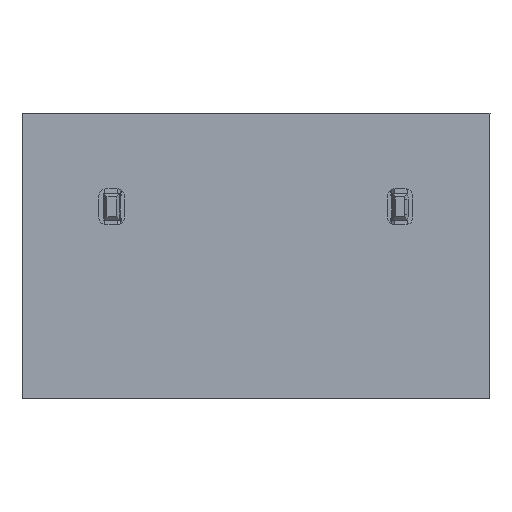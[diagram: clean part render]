
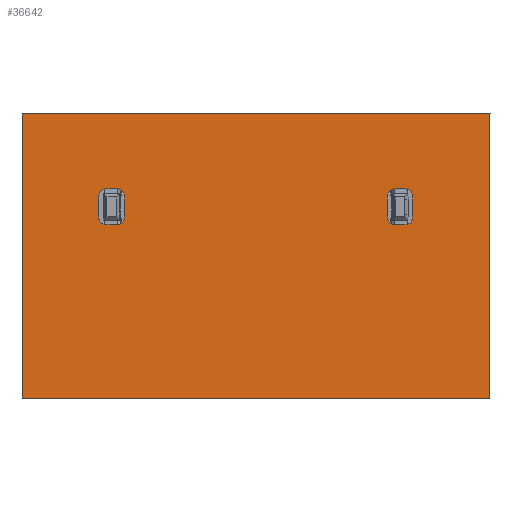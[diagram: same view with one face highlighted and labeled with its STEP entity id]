
A CAD part, front view. The second image highlights one B-rep face of the part: STEP entity #36642.
In plain terms, the highlighted planar face has unit normal (0, -1, 0).
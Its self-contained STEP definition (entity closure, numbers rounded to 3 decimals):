
#35087=DIRECTION('',(0.,0.,1.));
#35088=VECTOR('',#35087,0.61);
#35089=CARTESIAN_POINT('',(-4.02,0.,0.2));
#35090=LINE('',#35089,#35088);
#35091=DIRECTION('',(-1.,0.,0.));
#35092=VECTOR('',#35091,0.3);
#35093=CARTESIAN_POINT('',(-4.27,0.,1.06));
#35094=LINE('',#35093,#35092);
#35095=DIRECTION('',(0.,0.,-1.));
#35096=VECTOR('',#35095,0.61);
#35097=CARTESIAN_POINT('',(-4.82,0.,0.81));
#35098=LINE('',#35097,#35096);
#35099=DIRECTION('',(1.,0.,0.));
#35100=VECTOR('',#35099,0.3);
#35101=CARTESIAN_POINT('',(-4.57,0.,-0.05));
#35102=LINE('',#35101,#35100);
#35103=DIRECTION('',(1.,0.,0.));
#35104=VECTOR('',#35103,0.29);
#35105=CARTESIAN_POINT('',(4.27,0.,-0.05));
#35106=LINE('',#35105,#35104);
#35107=DIRECTION('',(0.,0.,1.));
#35108=VECTOR('',#35107,0.61);
#35109=CARTESIAN_POINT('',(4.81,0.,0.2));
#35110=LINE('',#35109,#35108);
#35111=DIRECTION('',(-1.,0.,0.));
#35112=VECTOR('',#35111,0.29);
#35113=CARTESIAN_POINT('',(4.56,0.,1.06));
#35114=LINE('',#35113,#35112);
#35115=DIRECTION('',(0.,0.,-1.));
#35116=VECTOR('',#35115,0.61);
#35117=CARTESIAN_POINT('',(4.02,0.,0.81));
#35118=LINE('',#35117,#35116);
#35119=DIRECTION('',(0.,0.,-1.));
#35120=VECTOR('',#35119,8.76);
#35121=CARTESIAN_POINT('',(-7.17,0.,3.38));
#35122=LINE('',#35121,#35120);
#35127=DIRECTION('',(1.,0.,0.));
#35128=VECTOR('',#35127,14.34);
#35129=CARTESIAN_POINT('',(-7.17,0.,-5.38));
#35130=LINE('',#35129,#35128);
#35135=DIRECTION('',(0.,0.,1.));
#35136=VECTOR('',#35135,8.76);
#35137=CARTESIAN_POINT('',(7.17,0.,-5.38));
#35138=LINE('',#35137,#35136);
#35143=DIRECTION('',(-1.,0.,0.));
#35144=VECTOR('',#35143,14.34);
#35145=CARTESIAN_POINT('',(7.17,0.,3.38));
#35146=LINE('',#35145,#35144);
#36063=CARTESIAN_POINT('',(4.56,0.,0.2));
#36064=DIRECTION('',(0.,1.,0.));
#36065=DIRECTION('',(1.,0.,0.));
#36066=AXIS2_PLACEMENT_3D('',#36063,#36064,#36065);
#36076=CARTESIAN_POINT('',(4.27,0.,0.2));
#36077=DIRECTION('',(0.,1.,0.));
#36078=DIRECTION('',(0.,0.,-1.));
#36079=AXIS2_PLACEMENT_3D('',#36076,#36077,#36078);
#36089=CARTESIAN_POINT('',(4.27,0.,0.81));
#36090=DIRECTION('',(0.,1.,0.));
#36091=DIRECTION('',(-1.,0.,0.));
#36092=AXIS2_PLACEMENT_3D('',#36089,#36090,#36091);
#36102=CARTESIAN_POINT('',(4.56,0.,0.81));
#36103=DIRECTION('',(0.,1.,0.));
#36104=DIRECTION('',(0.,0.,1.));
#36105=AXIS2_PLACEMENT_3D('',#36102,#36103,#36104);
#36115=CARTESIAN_POINT('',(-4.57,0.,0.81));
#36116=DIRECTION('',(0.,1.,0.));
#36117=DIRECTION('',(-1.,0.,0.));
#36118=AXIS2_PLACEMENT_3D('',#36115,#36116,#36117);
#36128=CARTESIAN_POINT('',(-4.27,0.,0.81));
#36129=DIRECTION('',(0.,1.,0.));
#36130=DIRECTION('',(0.,0.,1.));
#36131=AXIS2_PLACEMENT_3D('',#36128,#36129,#36130);
#36141=CARTESIAN_POINT('',(-4.27,0.,0.2));
#36142=DIRECTION('',(0.,1.,0.));
#36143=DIRECTION('',(1.,0.,0.));
#36144=AXIS2_PLACEMENT_3D('',#36141,#36142,#36143);
#36154=CARTESIAN_POINT('',(-4.57,0.,0.2));
#36155=DIRECTION('',(0.,1.,0.));
#36156=DIRECTION('',(0.,0.,-1.));
#36157=AXIS2_PLACEMENT_3D('',#36154,#36155,#36156);
#36223=CARTESIAN_POINT('',(7.17,0.,3.38));
#36224=CARTESIAN_POINT('',(-7.17,0.,3.38));
#36225=VERTEX_POINT('',#36223);
#36226=VERTEX_POINT('',#36224);
#36423=CARTESIAN_POINT('',(-7.17,0.,-5.38));
#36424=VERTEX_POINT('',#36423);
#36425=CARTESIAN_POINT('',(7.17,0.,-5.38));
#36426=VERTEX_POINT('',#36425);
#36431=CARTESIAN_POINT('',(-4.57,0.,-0.05));
#36432=CARTESIAN_POINT('',(-4.27,0.,-0.05));
#36433=VERTEX_POINT('',#36431);
#36434=VERTEX_POINT('',#36432);
#36435=CARTESIAN_POINT('',(-4.02,0.,0.2));
#36436=CARTESIAN_POINT('',(-4.02,0.,0.81));
#36437=VERTEX_POINT('',#36435);
#36438=VERTEX_POINT('',#36436);
#36439=CARTESIAN_POINT('',(-4.27,0.,1.06));
#36440=CARTESIAN_POINT('',(-4.57,0.,1.06));
#36441=VERTEX_POINT('',#36439);
#36442=VERTEX_POINT('',#36440);
#36443=CARTESIAN_POINT('',(-4.82,0.,0.81));
#36444=CARTESIAN_POINT('',(-4.82,0.,0.2));
#36445=VERTEX_POINT('',#36443);
#36446=VERTEX_POINT('',#36444);
#36447=CARTESIAN_POINT('',(4.02,0.,0.81));
#36448=CARTESIAN_POINT('',(4.02,0.,0.2));
#36449=VERTEX_POINT('',#36447);
#36450=VERTEX_POINT('',#36448);
#36451=CARTESIAN_POINT('',(4.27,0.,-0.05));
#36452=CARTESIAN_POINT('',(4.56,0.,-0.05));
#36453=VERTEX_POINT('',#36451);
#36454=VERTEX_POINT('',#36452);
#36455=CARTESIAN_POINT('',(4.81,0.,0.2));
#36456=CARTESIAN_POINT('',(4.81,0.,0.81));
#36457=VERTEX_POINT('',#36455);
#36458=VERTEX_POINT('',#36456);
#36459=CARTESIAN_POINT('',(4.56,0.,1.06));
#36460=CARTESIAN_POINT('',(4.27,0.,1.06));
#36461=VERTEX_POINT('',#36459);
#36462=VERTEX_POINT('',#36460);
#36591=CARTESIAN_POINT('',(0.,0.,0.));
#36592=DIRECTION('',(0.,1.,0.));
#36593=DIRECTION('',(1.,0.,0.));
#36594=AXIS2_PLACEMENT_3D('',#36591,#36592,#36593);
#36595=PLANE('',#36594);
#36597=ORIENTED_EDGE('',*,*,#36596,.F.);
#36599=ORIENTED_EDGE('',*,*,#36598,.F.);
#36601=ORIENTED_EDGE('',*,*,#36600,.F.);
#36603=ORIENTED_EDGE('',*,*,#36602,.F.);
#36604=EDGE_LOOP('',(#36597,#36599,#36601,#36603));
#36605=FACE_OUTER_BOUND('',#36604,.F.);
#36607=ORIENTED_EDGE('',*,*,#36606,.T.);
#36609=ORIENTED_EDGE('',*,*,#36608,.F.);
#36611=ORIENTED_EDGE('',*,*,#36610,.T.);
#36613=ORIENTED_EDGE('',*,*,#36612,.F.);
#36615=ORIENTED_EDGE('',*,*,#36614,.T.);
#36617=ORIENTED_EDGE('',*,*,#36616,.F.);
#36619=ORIENTED_EDGE('',*,*,#36618,.T.);
#36621=ORIENTED_EDGE('',*,*,#36620,.F.);
#36622=EDGE_LOOP('',(#36607,#36609,#36611,#36613,#36615,#36617,#36619,#36621));
#36623=FACE_BOUND('',#36622,.F.);
#36625=ORIENTED_EDGE('',*,*,#36624,.T.);
#36627=ORIENTED_EDGE('',*,*,#36626,.F.);
#36629=ORIENTED_EDGE('',*,*,#36628,.T.);
#36631=ORIENTED_EDGE('',*,*,#36630,.F.);
#36633=ORIENTED_EDGE('',*,*,#36632,.T.);
#36635=ORIENTED_EDGE('',*,*,#36634,.F.);
#36637=ORIENTED_EDGE('',*,*,#36636,.T.);
#36639=ORIENTED_EDGE('',*,*,#36638,.F.);
#36640=EDGE_LOOP('',(#36625,#36627,#36629,#36631,#36633,#36635,#36637,#36639));
#36641=FACE_BOUND('',#36640,.F.);
#36642=ADVANCED_FACE('',(#36605,#36623,#36641),#36595,.F.);
#36067=CIRCLE('',#36066,0.25);
#36080=CIRCLE('',#36079,0.25);
#36093=CIRCLE('',#36092,0.25);
#36106=CIRCLE('',#36105,0.25);
#36119=CIRCLE('',#36118,0.25);
#36132=CIRCLE('',#36131,0.25);
#36145=CIRCLE('',#36144,0.25);
#36158=CIRCLE('',#36157,0.25);
#36596=EDGE_CURVE('',#36226,#36424,#35122,.T.);
#36598=EDGE_CURVE('',#36225,#36226,#35146,.T.);
#36600=EDGE_CURVE('',#36426,#36225,#35138,.T.);
#36602=EDGE_CURVE('',#36424,#36426,#35130,.T.);
#36606=EDGE_CURVE('',#36437,#36438,#35090,.T.);
#36608=EDGE_CURVE('',#36441,#36438,#36132,.T.);
#36610=EDGE_CURVE('',#36441,#36442,#35094,.T.);
#36612=EDGE_CURVE('',#36445,#36442,#36119,.T.);
#36614=EDGE_CURVE('',#36445,#36446,#35098,.T.);
#36616=EDGE_CURVE('',#36433,#36446,#36158,.T.);
#36618=EDGE_CURVE('',#36433,#36434,#35102,.T.);
#36620=EDGE_CURVE('',#36437,#36434,#36145,.T.);
#36624=EDGE_CURVE('',#36453,#36454,#35106,.T.);
#36626=EDGE_CURVE('',#36457,#36454,#36067,.T.);
#36628=EDGE_CURVE('',#36457,#36458,#35110,.T.);
#36630=EDGE_CURVE('',#36461,#36458,#36106,.T.);
#36632=EDGE_CURVE('',#36461,#36462,#35114,.T.);
#36634=EDGE_CURVE('',#36449,#36462,#36093,.T.);
#36636=EDGE_CURVE('',#36449,#36450,#35118,.T.);
#36638=EDGE_CURVE('',#36453,#36450,#36080,.T.);
